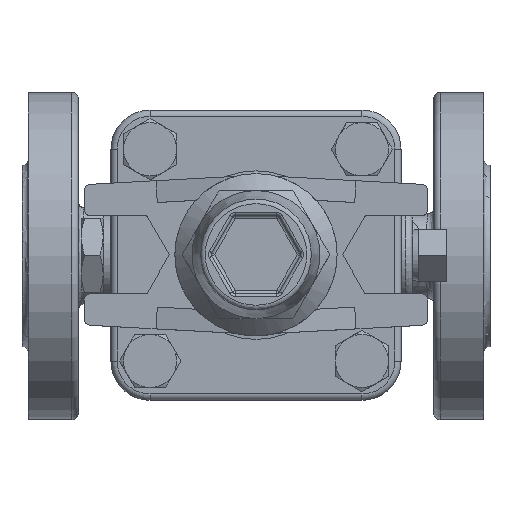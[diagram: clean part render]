
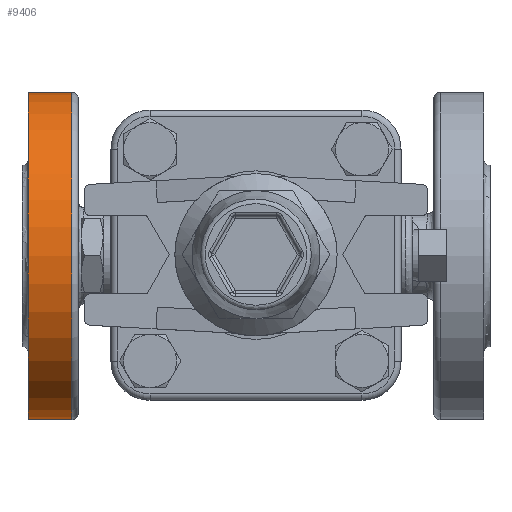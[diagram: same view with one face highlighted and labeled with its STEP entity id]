
A CAD part, top view. The second image highlights one B-rep face of the part: STEP entity #9406.
In plain terms, the highlighted cylindrical face has radius 52.5 mm (diameter 105 mm), a full revolution.
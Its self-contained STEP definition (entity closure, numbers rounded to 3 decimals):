
#1295=CYLINDRICAL_SURFACE('',#10068,52.5);
#1517=FACE_BOUND('',#2503,.T.);
#1849=FACE_OUTER_BOUND('',#2502,.T.);
#2502=EDGE_LOOP('',(#6433));
#2503=EDGE_LOOP('',(#6434));
#3534=CIRCLE('',#10067,52.5);
#3535=CIRCLE('',#10069,52.5);
#4056=VERTEX_POINT('',#14501);
#4057=VERTEX_POINT('',#14504);
#4965=EDGE_CURVE('',#4056,#4056,#3534,.T.);
#4966=EDGE_CURVE('',#4057,#4057,#3535,.T.);
#6433=ORIENTED_EDGE('',*,*,#4966,.T.);
#6434=ORIENTED_EDGE('',*,*,#4965,.F.);
#9406=ADVANCED_FACE('',(#1849,#1517),#1295,.T.);
#10067=AXIS2_PLACEMENT_3D('',#14502,#11147,#11148);
#10068=AXIS2_PLACEMENT_3D('',#14503,#11149,#11150);
#10069=AXIS2_PLACEMENT_3D('',#14505,#11151,#11152);
#11147=DIRECTION('center_axis',(1.,0.,0.));
#11148=DIRECTION('ref_axis',(0.,-1.,0.));
#11149=DIRECTION('center_axis',(1.,0.,0.));
#11150=DIRECTION('ref_axis',(0.,-1.,0.));
#11151=DIRECTION('center_axis',(1.,0.,0.));
#11152=DIRECTION('ref_axis',(0.,-1.,0.));
#14501=CARTESIAN_POINT('',(-59.,52.5,46.5));
#14502=CARTESIAN_POINT('Origin',(-59.,0.,46.5));
#14503=CARTESIAN_POINT('Origin',(-75.,0.,46.5));
#14504=CARTESIAN_POINT('',(-73.,0.,99.));
#14505=CARTESIAN_POINT('Origin',(-73.,0.,46.5));
